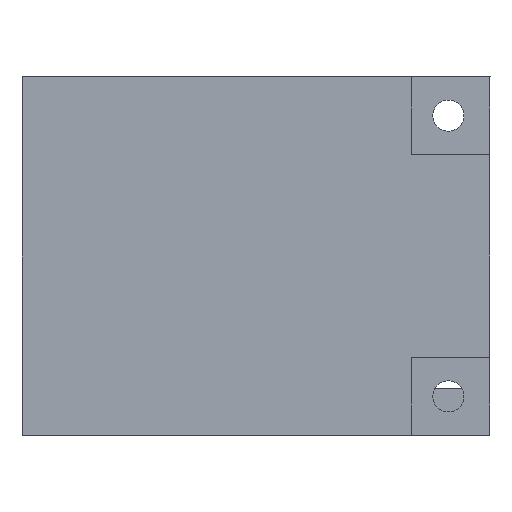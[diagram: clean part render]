
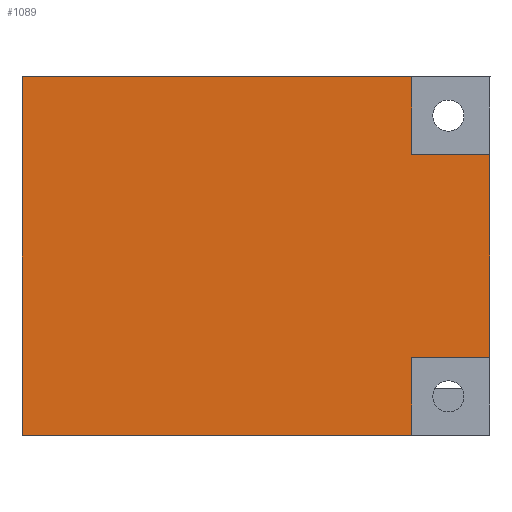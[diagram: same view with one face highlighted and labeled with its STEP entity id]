
A CAD part, left-side view. The second image highlights one B-rep face of the part: STEP entity #1089.
In plain terms, the highlighted planar face has unit normal (-1, 0, 0).
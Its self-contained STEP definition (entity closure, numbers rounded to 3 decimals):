
#22 = LINE ( 'NONE', #98, #152 ) ;
#38 = DIRECTION ( 'NONE',  ( -1., 0., 0. ) ) ;
#67 = ORIENTED_EDGE ( 'NONE', *, *, #553, .T. ) ;
#68 = CARTESIAN_POINT ( 'NONE',  ( 109.25, 100., 108.75 ) ) ;
#89 = VECTOR ( 'NONE', #853, 1000. ) ;
#98 = CARTESIAN_POINT ( 'NONE',  ( 109.25, 100., 116.25 ) ) ;
#152 = VECTOR ( 'NONE', #443, 1000. ) ;
#155 = AXIS2_PLACEMENT_3D ( 'NONE', #260, #38, #1196 ) ;
#161 = FACE_OUTER_BOUND ( 'NONE', #1228, .T. ) ;
#164 = LINE ( 'NONE', #1184, #1052 ) ;
#209 = EDGE_CURVE ( 'NONE', #660, #415, #347, .T. ) ;
#260 = CARTESIAN_POINT ( 'NONE',  ( 109.25, 100., 110.75 ) ) ;
#272 = LINE ( 'NONE', #394, #603 ) ;
#309 = LINE ( 'NONE', #768, #1162 ) ;
#347 = LINE ( 'NONE', #1172, #556 ) ;
#394 = CARTESIAN_POINT ( 'NONE',  ( 109.25, 100., 143.25 ) ) ;
#401 = EDGE_CURVE ( 'NONE', #1024, #1286, #272, .T. ) ;
#415 = VERTEX_POINT ( 'NONE', #1044 ) ;
#417 = CARTESIAN_POINT ( 'NONE',  ( 109.25, 55., 116.25 ) ) ;
#423 = VECTOR ( 'NONE', #1058, 1000. ) ;
#427 = EDGE_CURVE ( 'NONE', #571, #1024, #309, .T. ) ;
#443 = DIRECTION ( 'NONE',  ( 0., -1., 0. ) ) ;
#447 = CARTESIAN_POINT ( 'NONE',  ( 109.25, 62.5, 143.25 ) ) ;
#455 = CARTESIAN_POINT ( 'NONE',  ( 109.25, 62.5, 108.75 ) ) ;
#461 = DIRECTION ( 'NONE',  ( 0., 0., 1. ) ) ;
#462 = ORIENTED_EDGE ( 'NONE', *, *, #209, .T. ) ;
#495 = EDGE_CURVE ( 'NONE', #415, #1334, #22, .T. ) ;
#527 = ORIENTED_EDGE ( 'NONE', *, *, #427, .T. ) ;
#553 = EDGE_CURVE ( 'NONE', #1194, #660, #164, .T. ) ;
#556 = VECTOR ( 'NONE', #461, 1000. ) ;
#571 = VERTEX_POINT ( 'NONE', #681 ) ;
#603 = VECTOR ( 'NONE', #1225, 1000. ) ;
#643 = LINE ( 'NONE', #859, #89 ) ;
#647 = CARTESIAN_POINT ( 'NONE',  ( 109.25, 100., 110.75 ) ) ;
#660 = VERTEX_POINT ( 'NONE', #455 ) ;
#665 = VECTOR ( 'NONE', #819, 1000. ) ;
#681 = CARTESIAN_POINT ( 'NONE',  ( 109.25, 62.5, 135.75 ) ) ;
#726 = EDGE_CURVE ( 'NONE', #1334, #1195, #727, .T. ) ;
#727 = LINE ( 'NONE', #1030, #665 ) ;
#768 = CARTESIAN_POINT ( 'NONE',  ( 109.25, 62.5, 110.75 ) ) ;
#798 = ORIENTED_EDGE ( 'NONE', *, *, #1349, .T. ) ;
#819 = DIRECTION ( 'NONE',  ( 0., 0., 1. ) ) ;
#853 = DIRECTION ( 'NONE',  ( 0., 1., 0. ) ) ;
#859 = CARTESIAN_POINT ( 'NONE',  ( 109.25, 100., 135.75 ) ) ;
#869 = ORIENTED_EDGE ( 'NONE', *, *, #974, .T. ) ;
#875 = ORIENTED_EDGE ( 'NONE', *, *, #726, .T. ) ;
#877 = CARTESIAN_POINT ( 'NONE',  ( 109.25, 55., 135.75 ) ) ;
#894 = DIRECTION ( 'NONE',  ( 0., -1., 0. ) ) ;
#974 = EDGE_CURVE ( 'NONE', #1195, #571, #643, .T. ) ;
#1024 = VERTEX_POINT ( 'NONE', #447 ) ;
#1030 = CARTESIAN_POINT ( 'NONE',  ( 109.25, 55., 110.75 ) ) ;
#1044 = CARTESIAN_POINT ( 'NONE',  ( 109.25, 62.5, 116.25 ) ) ;
#1052 = VECTOR ( 'NONE', #894, 1000. ) ;
#1058 = DIRECTION ( 'NONE',  ( 0., 0., -1. ) ) ;
#1089 = ADVANCED_FACE ( 'NONE', ( #161 ), #1311, .T. ) ;
#1147 = CARTESIAN_POINT ( 'NONE',  ( 109.25, 100., 143.25 ) ) ;
#1159 = LINE ( 'NONE', #647, #423 ) ;
#1162 = VECTOR ( 'NONE', #1260, 1000. ) ;
#1172 = CARTESIAN_POINT ( 'NONE',  ( 109.25, 62.5, 110.75 ) ) ;
#1184 = CARTESIAN_POINT ( 'NONE',  ( 109.25, 100., 108.75 ) ) ;
#1194 = VERTEX_POINT ( 'NONE', #68 ) ;
#1195 = VERTEX_POINT ( 'NONE', #877 ) ;
#1196 = DIRECTION ( 'NONE',  ( 0., -1., 0. ) ) ;
#1225 = DIRECTION ( 'NONE',  ( 0., 1., 0. ) ) ;
#1227 = ORIENTED_EDGE ( 'NONE', *, *, #495, .T. ) ;
#1228 = EDGE_LOOP ( 'NONE', ( #875, #869, #527, #1339, #798, #67, #462, #1227 ) ) ;
#1260 = DIRECTION ( 'NONE',  ( 0., 0., 1. ) ) ;
#1286 = VERTEX_POINT ( 'NONE', #1147 ) ;
#1311 = PLANE ( 'NONE',  #155 ) ;
#1334 = VERTEX_POINT ( 'NONE', #417 ) ;
#1339 = ORIENTED_EDGE ( 'NONE', *, *, #401, .T. ) ;
#1349 = EDGE_CURVE ( 'NONE', #1286, #1194, #1159, .T. ) ;
